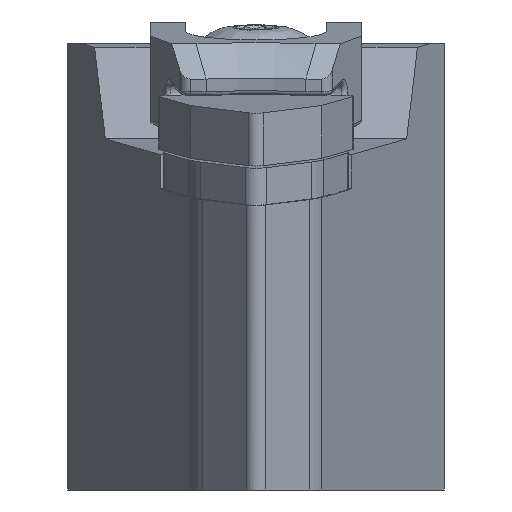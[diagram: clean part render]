
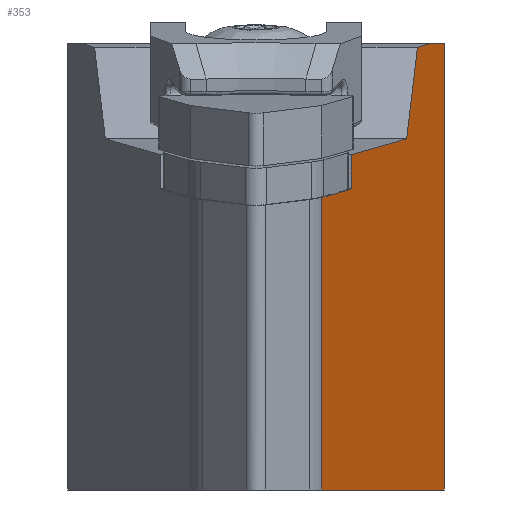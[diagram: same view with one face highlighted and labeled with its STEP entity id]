
A CAD part, left-side view. The second image highlights one B-rep face of the part: STEP entity #353.
In plain terms, the highlighted planar face has unit normal (-0.34, -0.94, -0.036).
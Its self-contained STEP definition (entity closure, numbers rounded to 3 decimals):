
#353=ADVANCED_FACE('',(#592),#517,.F.);
#517=PLANE('',#3013);
#592=FACE_OUTER_BOUND('',#750,.T.);
#750=EDGE_LOOP('',(#1399,#1400,#1401,#1402,#1403,#1404,#1405,#1406,#1407,
#1408));
#919=LINE('',#3999,#1142);
#932=LINE('',#4026,#1155);
#938=LINE('',#4040,#1161);
#943=LINE('',#4079,#1166);
#944=LINE('',#4081,#1167);
#945=LINE('',#4083,#1168);
#946=LINE('',#4085,#1169);
#947=LINE('',#4087,#1170);
#948=LINE('',#4089,#1171);
#949=LINE('',#4090,#1172);
#1142=VECTOR('',#3267,1.);
#1155=VECTOR('',#3282,1.);
#1161=VECTOR('',#3292,1.);
#1166=VECTOR('',#3301,1.);
#1167=VECTOR('',#3302,1.);
#1168=VECTOR('',#3303,1.);
#1169=VECTOR('',#3304,1.);
#1170=VECTOR('',#3305,1.);
#1171=VECTOR('',#3306,1.);
#1172=VECTOR('',#3307,1.);
#1399=ORIENTED_EDGE('',*,*,#2528,.T.);
#1400=ORIENTED_EDGE('',*,*,#2500,.T.);
#1401=ORIENTED_EDGE('',*,*,#2529,.T.);
#1402=ORIENTED_EDGE('',*,*,#2530,.T.);
#1403=ORIENTED_EDGE('',*,*,#2531,.F.);
#1404=ORIENTED_EDGE('',*,*,#2532,.F.);
#1405=ORIENTED_EDGE('',*,*,#2533,.F.);
#1406=ORIENTED_EDGE('',*,*,#2513,.F.);
#1407=ORIENTED_EDGE('',*,*,#2520,.F.);
#1408=ORIENTED_EDGE('',*,*,#2534,.F.);
#2227=VERTEX_POINT('',#3998);
#2228=VERTEX_POINT('',#4000);
#2240=VERTEX_POINT('',#4025);
#2241=VERTEX_POINT('',#4027);
#2246=VERTEX_POINT('',#4039);
#2253=VERTEX_POINT('',#4080);
#2254=VERTEX_POINT('',#4082);
#2255=VERTEX_POINT('',#4084);
#2256=VERTEX_POINT('',#4086);
#2257=VERTEX_POINT('',#4088);
#2500=EDGE_CURVE('',#2228,#2227,#919,.T.);
#2513=EDGE_CURVE('',#2240,#2241,#932,.T.);
#2520=EDGE_CURVE('',#2246,#2240,#938,.T.);
#2528=EDGE_CURVE('',#2253,#2228,#943,.T.);
#2529=EDGE_CURVE('',#2227,#2254,#944,.T.);
#2530=EDGE_CURVE('',#2254,#2255,#945,.T.);
#2531=EDGE_CURVE('',#2256,#2255,#946,.T.);
#2532=EDGE_CURVE('',#2257,#2256,#947,.T.);
#2533=EDGE_CURVE('',#2241,#2257,#948,.T.);
#2534=EDGE_CURVE('',#2253,#2246,#949,.T.);
#3013=AXIS2_PLACEMENT_3D('',#4091,#3308,#3309);
#3267=DIRECTION('',(-0.935,0.342,-0.098));
#3282=DIRECTION('',(0.935,-0.342,0.098));
#3292=DIRECTION('',(0.215,-0.115,0.97));
#3301=DIRECTION('',(0.105,0.,-0.995));
#3302=DIRECTION('',(-0.935,0.342,-0.098));
#3303=DIRECTION('',(0.105,0.,-0.995));
#3304=DIRECTION('',(-0.94,0.34,0.));
#3305=DIRECTION('',(0.105,0.,-0.995));
#3306=DIRECTION('',(0.94,-0.34,0.));
#3307=DIRECTION('',(0.935,-0.342,0.098));
#3308=DIRECTION('',(0.34,0.94,0.036));
#3309=DIRECTION('',(-0.94,0.34,0.));
#3998=CARTESIAN_POINT('',(14.764,-7.836,-6.432));
#3999=CARTESIAN_POINT('',(37.072,-16.,-4.087));
#4000=CARTESIAN_POINT('',(15.542,-8.121,-6.35));
#4025=CARTESIAN_POINT('',(29.782,-13.731,5.644));
#4026=CARTESIAN_POINT('',(35.981,-16.,6.296));
#4027=CARTESIAN_POINT('',(33.169,-14.971,6.));
#4039=CARTESIAN_POINT('',(28.056,-12.811,-2.139));
#4040=CARTESIAN_POINT('',(20.687,-8.879,-35.378));
#4079=CARTESIAN_POINT('',(12.406,-8.121,23.485));
#4080=CARTESIAN_POINT('',(15.241,-8.121,-3.486));
#4081=CARTESIAN_POINT('',(37.072,-16.,-4.087));
#4082=CARTESIAN_POINT('',(8.631,-5.591,-7.077));
#4083=CARTESIAN_POINT('',(12.48,-5.591,-43.695));
#4084=CARTESIAN_POINT('',(11.25,-5.591,-32.));
#4085=CARTESIAN_POINT('',(40.815,-16.293,-32.));
#4086=CARTESIAN_POINT('',(40.006,-16.,-32.));
#4087=CARTESIAN_POINT('',(40.921,-16.,-40.706));
#4088=CARTESIAN_POINT('',(36.012,-16.,6.));
#4089=CARTESIAN_POINT('',(40.352,-17.571,6.));
#4090=CARTESIAN_POINT('',(36.771,-16.,-1.223));
#4091=CARTESIAN_POINT('',(40.921,-16.,-40.706));
